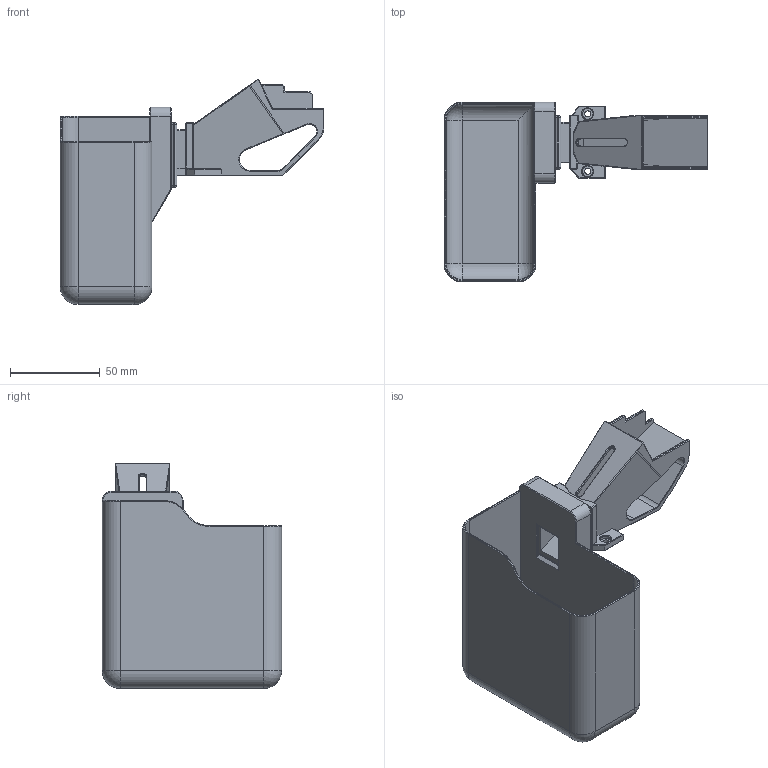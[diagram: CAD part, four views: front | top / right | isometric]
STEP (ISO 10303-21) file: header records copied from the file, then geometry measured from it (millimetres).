
FILE_DESCRIPTION(/* description */ (''),/* implementation_level */ '2;1');
FILE_NAME(/* name */ 'Catcher.step',/* time_stamp */ '2024-07-22T10:44:56+02:00',/* author */ (''),/* organization */ (''),/* preprocessor_version */ 'ST-DEVELOPER v20',/* originating_system */ 'Autodesk Translation Framework v13.14.0.145',/* authorisation */ '');
FILE_SCHEMA (('AUTOMOTIVE_DESIGN { 1 0 10303 214 3 1 1 }'));
Length unit declared in the file: millimetre
Products named in the file (1): Catcher
Bounding box: 147 x 100 x 125.41 mm (x, y, z)
Volume: 85400.7 mm3; surface area: 89934.4 mm2
Topology: 2 solids, 2 shells, 387 faces, 982 edges, 591 vertices
Faces by surface type: plane 271, cylinder 52, cone 26, bspline 20, sphere 18
Full cylindrical faces by diameter (mm): 3.4 x2, 6 x2
Entity records: 11762 total; most frequent: CARTESIAN_POINT 2521, ORIENTED_EDGE 1964, DIRECTION 1806, EDGE_CURVE 982, LINE 814, VECTOR 814, VERTEX_POINT 591, AXIS2_PLACEMENT_3D 496
